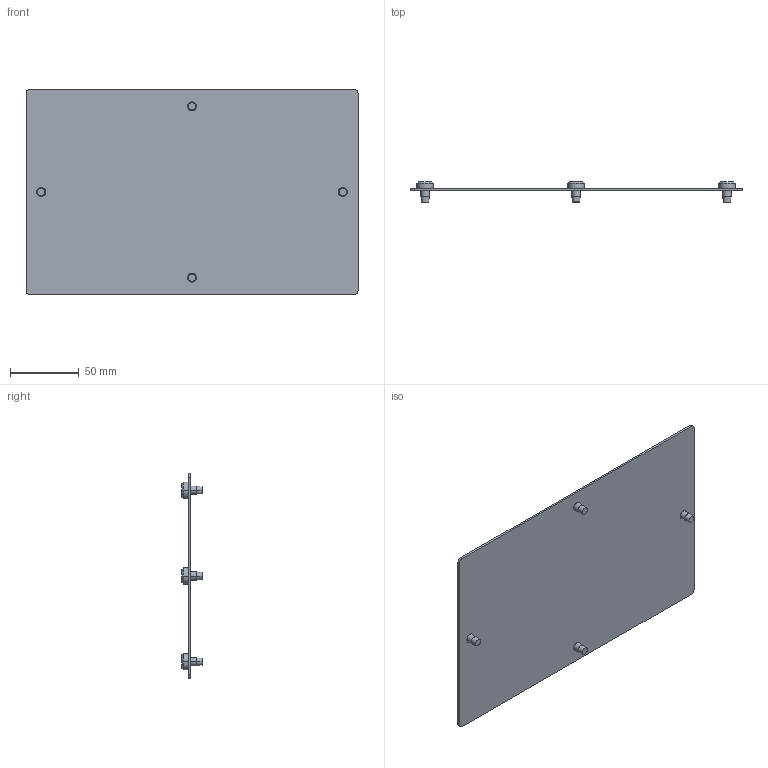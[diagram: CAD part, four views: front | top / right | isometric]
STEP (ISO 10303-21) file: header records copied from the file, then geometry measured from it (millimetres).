
FILE_DESCRIPTION(('STEP AP214'),'1');
FILE_NAME('cctmp_78ABE1FD-0DBD-42B3-989C-2773F7F2DDDF_2024_06_07_11_26_43_0850..stp','2024-06-07T09:26:43',('SIEMENS A&D'),('CADClick - www.CADClick.com'),'Spatial InterOp 3D',' ','unknown authorization');
FILE_SCHEMA(('AUTOMOTIVE_DESIGN'));
Length unit declared in the file: millimetre
Products named in the file (6): cc_unnamed; 2024_06_07_11_26_43_0827; 2024_06_07_11_26_43_0786; 2024_06_07_11_26_43_0745; 2024_06_07_11_26_43_0704; 2024_06_07_11_26_43_0663
Assembly tree (5 placements, depth 2):
  cc_unnamed
    2024_06_07_11_26_43_0827
    2024_06_07_11_26_43_0786
    2024_06_07_11_26_43_0745
    2024_06_07_11_26_43_0704
    2024_06_07_11_26_43_0663
Bounding box: 242 x 14.75 x 150 mm (x, y, z)
Volume: 57391 mm3; surface area: 75843.7 mm2
Topology: 5 solids, 5 shells, 62 faces, 128 edges, 80 vertices
Faces by surface type: cylinder 28, plane 18, cone 16
Entity records: 2335 total; most frequent: DIRECTION 336, CARTESIAN_POINT 276, ORIENTED_EDGE 256, AXIS2_PLACEMENT_3D 140, EDGE_CURVE 128, VERTEX_POINT 80, EDGE_LOOP 74, CIRCLE 72
